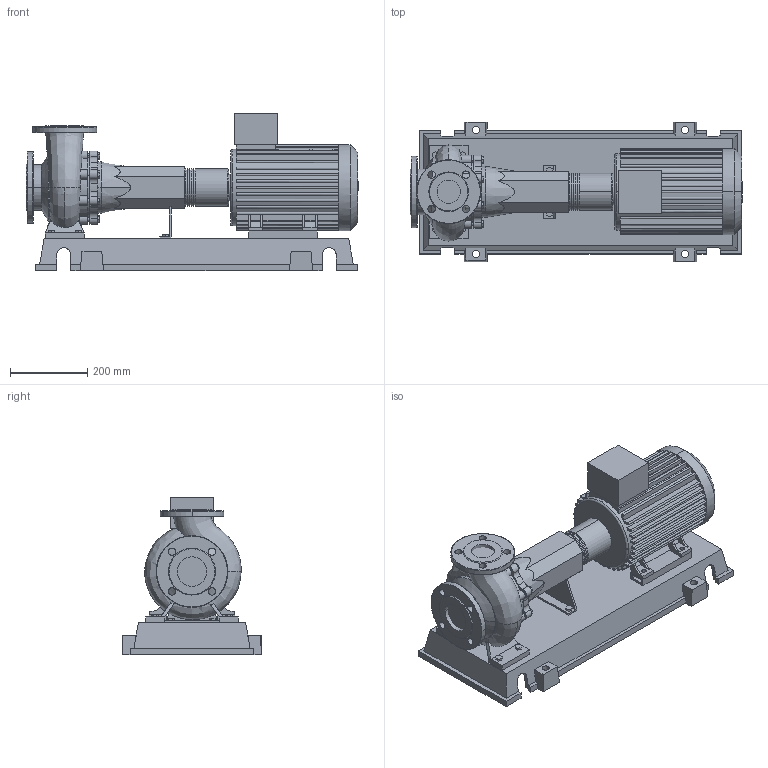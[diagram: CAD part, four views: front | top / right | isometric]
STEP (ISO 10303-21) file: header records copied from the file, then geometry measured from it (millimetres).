
FILE_DESCRIPTION((''),'2;1');
FILE_NAME('3d_NL50_125-4-2-05-4109044.stp','2015-03-03T07:42:21',(''),(''),'Mechanical Desktop 2009','Mechanical Desktop 2009',', , ');
FILE_SCHEMA(('CONFIG_CONTROL_DESIGN'));
Length unit declared in the file: millimetre
Products named in the file (1): Product
Bounding box: 857 x 360 x 407 mm (x, y, z)
Volume: 26281092.8 mm3; surface area: 2074086.6 mm2
Topology: 13 solids, 13 shells, 794 faces, 2114 edges, 1389 vertices
Faces by surface type: plane 415, bspline 198, cylinder 167, cone 8, torus 6
Entity records: 28981 total; most frequent: CARTESIAN_POINT 9330, ORIENTED_EDGE 4230, DIRECTION 3807, EDGE_CURVE 2115, VECTOR 1397, LINE 1397, VERTEX_POINT 1388, AXIS2_PLACEMENT_3D 1205
